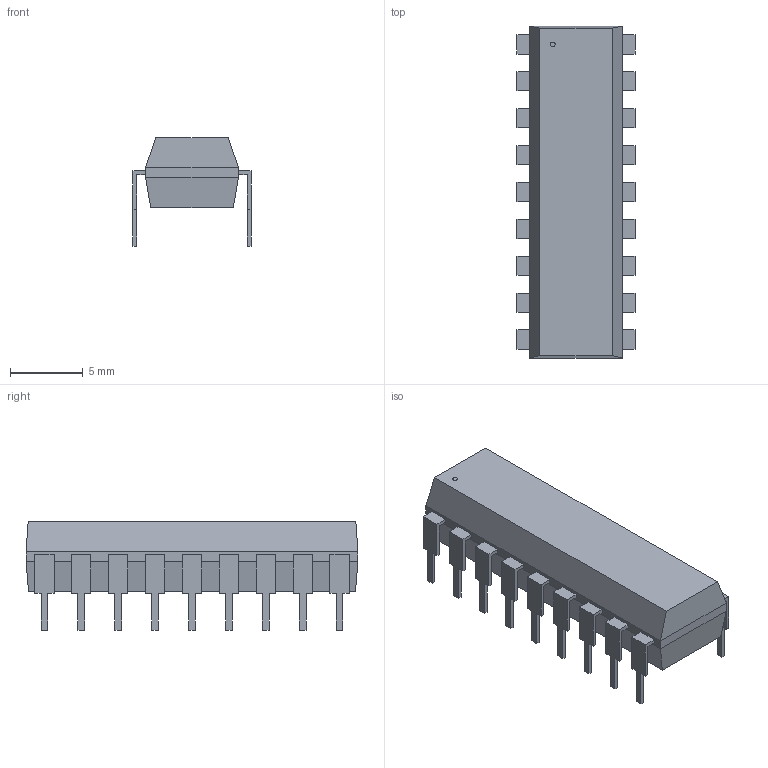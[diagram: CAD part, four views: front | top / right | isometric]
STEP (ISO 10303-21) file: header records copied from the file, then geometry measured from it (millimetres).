
FILE_DESCRIPTION(('STEP AP214'),'1');
FILE_NAME('P-DIP18-300-2p54-001_TOS','2024-03-27T11:18:56',(''),(''),'','','');
FILE_SCHEMA(('AUTOMOTIVE_DESIGN'));
Length unit declared in the file: millimetre
Products named in the file (1): product
Bounding box: 8.13 x 22.86 x 7.47 mm (x, y, z)
Volume: 673.1 mm3; surface area: 785.4 mm2
Topology: 20 solids, 20 shells, 233 faces, 571 edges, 378 vertices
Faces by surface type: plane 232, cylinder 1
Full cylindrical faces by diameter (mm): 0.32 x1
Entity records: 6497 total; most frequent: ORIENTED_EDGE 1140, DIRECTION 1042, CARTESIAN_POINT 615, EDGE_CURVE 570, LINE 568, VECTOR 568, VERTEX_POINT 378, AXIS2_PLACEMENT_3D 237
